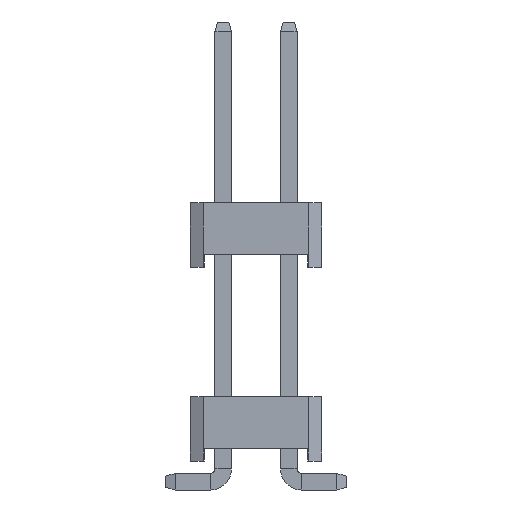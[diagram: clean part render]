
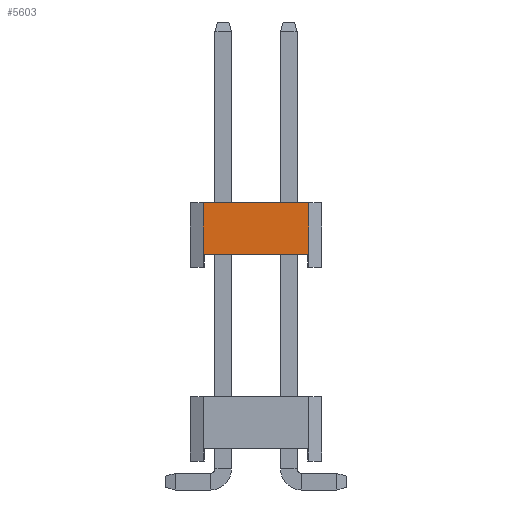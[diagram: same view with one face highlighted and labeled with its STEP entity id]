
A CAD part, left-side view. The second image highlights one B-rep face of the part: STEP entity #5603.
In plain terms, the highlighted planar face has unit normal (-1, 0, 0).
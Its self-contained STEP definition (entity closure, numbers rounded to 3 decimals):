
#18 = DIRECTION ( 'NONE',  ( 0., -1., 0. ) ) ;
#99 = VERTEX_POINT ( 'NONE', #5683 ) ;
#990 = CARTESIAN_POINT ( 'NONE',  ( -5.08, 2., 8. ) ) ;
#1090 = CARTESIAN_POINT ( 'NONE',  ( -5.08, -2.04, 17. ) ) ;
#1205 = ORIENTED_EDGE ( 'NONE', *, *, #4860, .T. ) ;
#1233 = ORIENTED_EDGE ( 'NONE', *, *, #8640, .F. ) ;
#1274 = LINE ( 'NONE', #1090, #9409 ) ;
#1286 = LINE ( 'NONE', #5220, #1719 ) ;
#1357 = CARTESIAN_POINT ( 'NONE',  ( -5.08, 2., 8. ) ) ;
#1367 = VECTOR ( 'NONE', #11920, 1000. ) ;
#1719 = VECTOR ( 'NONE', #3260, 1000. ) ;
#1756 = CARTESIAN_POINT ( 'NONE',  ( -5.08, -2., 7.5 ) ) ;
#1823 = CARTESIAN_POINT ( 'NONE',  ( -5.08, 2.04, 10. ) ) ;
#1855 = CARTESIAN_POINT ( 'NONE',  ( -5.08, -2.54, 10. ) ) ;
#2169 = VECTOR ( 'NONE', #2620, 1000. ) ;
#2551 = LINE ( 'NONE', #1357, #5804 ) ;
#2620 = DIRECTION ( 'NONE',  ( 0., 0., -1. ) ) ;
#2623 = EDGE_CURVE ( 'NONE', #5107, #99, #6563, .T. ) ;
#2717 = LINE ( 'NONE', #5629, #9279 ) ;
#2766 = VECTOR ( 'NONE', #10365, 1000. ) ;
#2868 = FACE_OUTER_BOUND ( 'NONE', #5921, .T. ) ;
#3246 = AXIS2_PLACEMENT_3D ( 'NONE', #1855, #3884, #8508 ) ;
#3260 = DIRECTION ( 'NONE',  ( 0., -1., 0. ) ) ;
#3675 = DIRECTION ( 'NONE',  ( 0., -1., 0. ) ) ;
#3765 = ORIENTED_EDGE ( 'NONE', *, *, #2623, .F. ) ;
#3884 = DIRECTION ( 'NONE',  ( 1., 0., 0. ) ) ;
#4576 = CARTESIAN_POINT ( 'NONE',  ( -5.08, 2., 7.5 ) ) ;
#4762 = CARTESIAN_POINT ( 'NONE',  ( -5.08, 2.04, 7.5 ) ) ;
#4845 = CARTESIAN_POINT ( 'NONE',  ( -5.08, -2.54, 7.5 ) ) ;
#4860 = EDGE_CURVE ( 'NONE', #9641, #8006, #5263, .T. ) ;
#4962 = ORIENTED_EDGE ( 'NONE', *, *, #7729, .F. ) ;
#5067 = ORIENTED_EDGE ( 'NONE', *, *, #7038, .T. ) ;
#5107 = VERTEX_POINT ( 'NONE', #7138 ) ;
#5136 = DIRECTION ( 'NONE',  ( 0., 0., -1. ) ) ;
#5165 = VERTEX_POINT ( 'NONE', #10239 ) ;
#5220 = CARTESIAN_POINT ( 'NONE',  ( -5.08, -2.54, 10. ) ) ;
#5263 = LINE ( 'NONE', #9001, #1367 ) ;
#5283 = DIRECTION ( 'NONE',  ( 0., 1., 0. ) ) ;
#5603 = ADVANCED_FACE ( 'NONE', ( #2868 ), #5648, .F. ) ;
#5629 = CARTESIAN_POINT ( 'NONE',  ( -5.08, -2.54, 7.5 ) ) ;
#5648 = PLANE ( 'NONE',  #3246 ) ;
#5683 = CARTESIAN_POINT ( 'NONE',  ( -5.08, -2., 8. ) ) ;
#5804 = VECTOR ( 'NONE', #5283, 1000. ) ;
#5921 = EDGE_LOOP ( 'NONE', ( #7885, #4962, #1233, #3765, #5067, #10042, #10026, #1205 ) ) ;
#6021 = VERTEX_POINT ( 'NONE', #990 ) ;
#6475 = CARTESIAN_POINT ( 'NONE',  ( -5.08, -2.04, 7.5 ) ) ;
#6563 = LINE ( 'NONE', #1756, #2766 ) ;
#6790 = LINE ( 'NONE', #4845, #10470 ) ;
#7038 = EDGE_CURVE ( 'NONE', #5107, #10770, #2717, .T. ) ;
#7138 = CARTESIAN_POINT ( 'NONE',  ( -5.08, -2., 7.5 ) ) ;
#7729 = EDGE_CURVE ( 'NONE', #6021, #12068, #10289, .T. ) ;
#7885 = ORIENTED_EDGE ( 'NONE', *, *, #8093, .T. ) ;
#8006 = VERTEX_POINT ( 'NONE', #4762 ) ;
#8093 = EDGE_CURVE ( 'NONE', #8006, #12068, #6790, .T. ) ;
#8508 = DIRECTION ( 'NONE',  ( 0., 0., -1. ) ) ;
#8537 = CARTESIAN_POINT ( 'NONE',  ( -5.08, 2., 7.5 ) ) ;
#8640 = EDGE_CURVE ( 'NONE', #99, #6021, #2551, .T. ) ;
#8978 = EDGE_CURVE ( 'NONE', #5165, #10770, #1274, .T. ) ;
#9001 = CARTESIAN_POINT ( 'NONE',  ( -5.08, 2.04, 10. ) ) ;
#9279 = VECTOR ( 'NONE', #3675, 1000. ) ;
#9409 = VECTOR ( 'NONE', #5136, 1000. ) ;
#9641 = VERTEX_POINT ( 'NONE', #1823 ) ;
#10026 = ORIENTED_EDGE ( 'NONE', *, *, #10438, .F. ) ;
#10042 = ORIENTED_EDGE ( 'NONE', *, *, #8978, .F. ) ;
#10239 = CARTESIAN_POINT ( 'NONE',  ( -5.08, -2.04, 10. ) ) ;
#10289 = LINE ( 'NONE', #4576, #2169 ) ;
#10365 = DIRECTION ( 'NONE',  ( 0., 0., 1. ) ) ;
#10438 = EDGE_CURVE ( 'NONE', #9641, #5165, #1286, .T. ) ;
#10470 = VECTOR ( 'NONE', #18, 1000. ) ;
#10770 = VERTEX_POINT ( 'NONE', #6475 ) ;
#11920 = DIRECTION ( 'NONE',  ( 0., 0., -1. ) ) ;
#12068 = VERTEX_POINT ( 'NONE', #8537 ) ;
